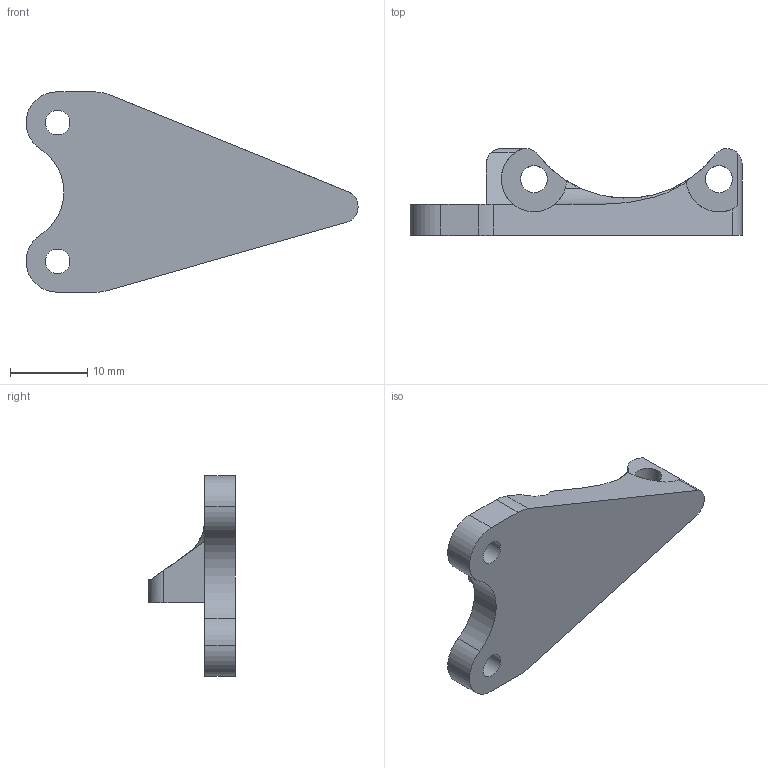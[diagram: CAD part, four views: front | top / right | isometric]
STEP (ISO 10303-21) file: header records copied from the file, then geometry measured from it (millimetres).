
FILE_DESCRIPTION( ( '' ), ' ' );
FILE_NAME( '5c99f98cb998ba16960cbcd0.step', '2019-03-26T10:06:05', ( '' ), ( '' ), ' ', ' ', ' ' );
FILE_SCHEMA( ( 'AUTOMOTIVE_DESIGN { 1 0 10303 214 1 1 1 1 }' ) );
Length unit declared in the file: metre
Products named in the file (1): BL-Touch Fan Horizontal T-Mount
Bounding box: 43.1 x 11.29 x 26 mm (x, y, z)
Volume: 3117.2 mm3; surface area: 2255.6 mm2
Topology: 1 solids, 1 shells, 38 faces, 110 edges, 74 vertices
Faces by surface type: cylinder 22, plane 16
Full cylindrical faces by diameter (mm): 3.2 x2, 3.5 x2
Entity records: 1612 total; most frequent: CARTESIAN_POINT 260, DIRECTION 226, ORIENTED_EDGE 208, EDGE_CURVE 104, AXIS2_PLACEMENT_3D 88, VERTEX_POINT 72, EDGE_LOOP 50, LINE 50
